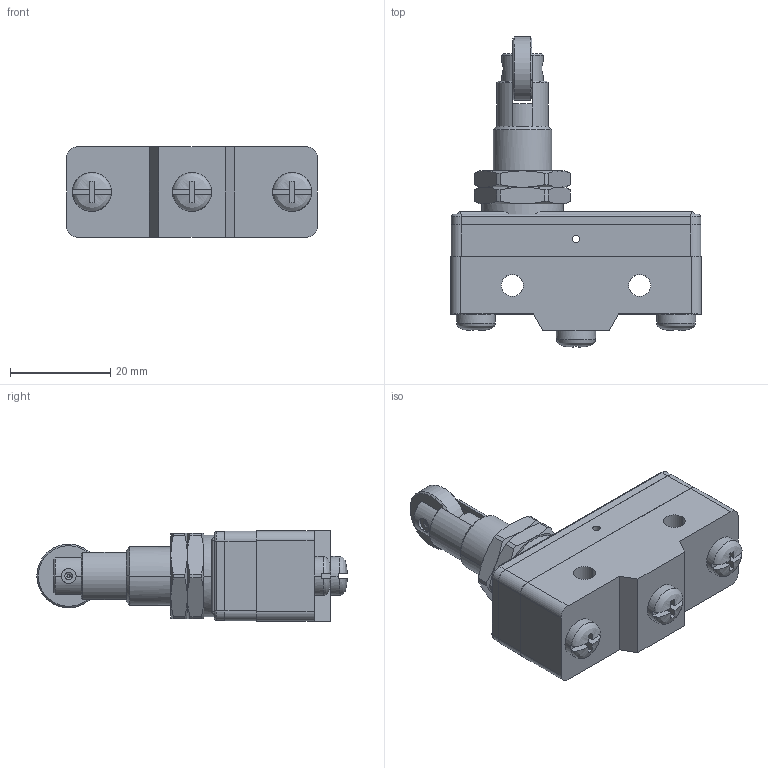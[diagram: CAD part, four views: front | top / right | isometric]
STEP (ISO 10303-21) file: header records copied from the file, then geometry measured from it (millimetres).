
FILE_DESCRIPTION((''),'2;1');
FILE_NAME('LA167-Z1-309','2024-11-19T',('Administrator'),('zyb.com'),'PRO/ENGINEER BY PARAMETRIC TECHNOLOGY CORPORATION, 2010280','PRO/ENGINEER BY PARAMETRIC TECHNOLOGY CORPORATION, 2010280','');
FILE_SCHEMA(('CONFIG_CONTROL_DESIGN'));
Length unit declared in the file: millimetre
Products named in the file (1): LA167-Z1-309
Bounding box: 50 x 61.95 x 18 mm (x, y, z)
Volume: 22719.4 mm3; surface area: 8299.9 mm2
Topology: 1 solids, 1 shells, 222 faces, 572 edges, 364 vertices
Faces by surface type: plane 98, cylinder 72, cone 38, bspline 6, torus 4, sphere 4
Entity records: 8394 total; most frequent: CARTESIAN_POINT 2948, ORIENTED_EDGE 1144, DIRECTION 1130, EDGE_CURVE 572, AXIS2_PLACEMENT_3D 434, VERTEX_POINT 364, VECTOR 262, LINE 262
